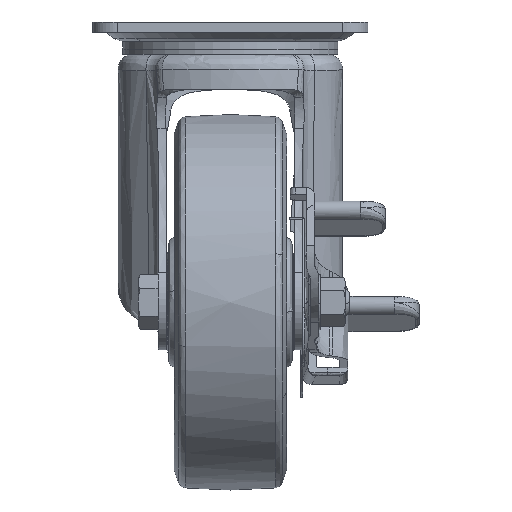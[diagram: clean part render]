
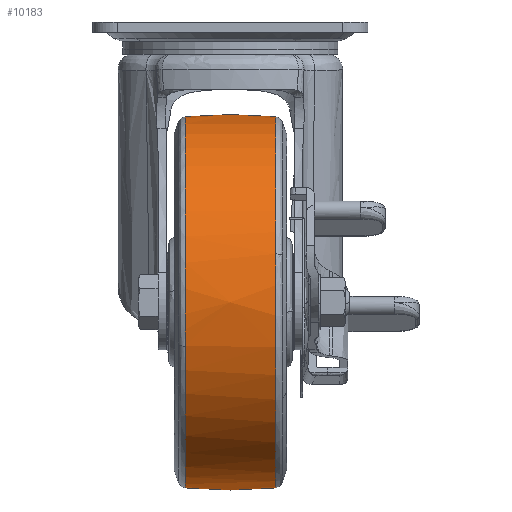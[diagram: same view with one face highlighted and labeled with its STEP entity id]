
A CAD part, left-side view. The second image highlights one B-rep face of the part: STEP entity #10183.
In plain terms, the highlighted free-form (B-spline) face has degree [2, 2] with [5, 7] control points.
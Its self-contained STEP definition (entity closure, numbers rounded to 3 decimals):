
#9878=CARTESIAN_POINT('',(-112.076,18.088,-129.544));
#9879=VERTEX_POINT('',#9878);
#9893=CARTESIAN_POINT('',(-40.0,18.088,-37.82));
#9894=VERTEX_POINT('',#9893);
#9895=CARTESIAN_POINT('',(-40.0,18.088,-37.82));
#9896=CARTESIAN_POINT('',(-114.18,18.088,-37.82));
#9897=CARTESIAN_POINT('',(-114.18,18.088,-112.));
#9898=CARTESIAN_POINT('',(-114.18,18.088,-120.898));
#9899=CARTESIAN_POINT('',(-112.076,18.088,-129.544));
#9907=(BOUNDED_CURVE()B_SPLINE_CURVE(2,(#9895,#9896,#9897,#9898,#9899),.UNSPECIFIED.,.F.,.U.)B_SPLINE_CURVE_WITH_KNOTS((3,2,3),(0.5,0.75,0.79),.UNSPECIFIED.)CURVE()GEOMETRIC_REPRESENTATION_ITEM()RATIONAL_B_SPLINE_CURVE((1.0,0.707,1.0,0.953,0.921))REPRESENTATION_ITEM(''));
#9908=EDGE_CURVE('',#9894,#9879,#9907,.T.);
#9973=CARTESIAN_POINT('',(-40.0,18.088,-186.18));
#9974=VERTEX_POINT('',#9973);
#9990=CARTESIAN_POINT('',(-112.076,18.088,-129.544));
#9991=CARTESIAN_POINT('',(-98.29,18.088,-186.18));
#9992=CARTESIAN_POINT('',(-40.0,18.088,-186.18));
#10000=(BOUNDED_CURVE()B_SPLINE_CURVE(2,(#9990,#9991,#9992),.UNSPECIFIED.,.F.,.U.)B_SPLINE_CURVE_WITH_KNOTS((3,3),(0.79,1.0),.UNSPECIFIED.)CURVE()GEOMETRIC_REPRESENTATION_ITEM()RATIONAL_B_SPLINE_CURVE((0.921,0.754,1.0))REPRESENTATION_ITEM(''));
#10001=EDGE_CURVE('',#9879,#9974,#10000,.T.);
#10051=CARTESIAN_POINT('',(-40.0,-18.088,-186.18));
#10052=VERTEX_POINT('',#10051);
#10053=CARTESIAN_POINT('',(-40.0,-18.088,-186.18));
#10054=CARTESIAN_POINT('',(-40.0,-6.062,-187.273));
#10055=CARTESIAN_POINT('',(-40.0,6.062,-187.273));
#10056=CARTESIAN_POINT('',(-40.0,18.088,-186.18));
#10057=B_SPLINE_CURVE_WITH_KNOTS('',3,(#10053,#10054,#10055,#10056),.UNSPECIFIED.,.F.,.U.,(4,4),(0.,36.225),.UNSPECIFIED.);
#10058=EDGE_CURVE('',#10052,#9974,#10057,.T.);
#10062=CARTESIAN_POINT('',(-40.0,-18.088,-37.82));
#10063=VERTEX_POINT('',#10062);
#10064=CARTESIAN_POINT('',(-40.0,-18.088,-37.82));
#10065=CARTESIAN_POINT('',(-40.0,-6.062,-36.727));
#10066=CARTESIAN_POINT('',(-40.0,6.062,-36.727));
#10067=CARTESIAN_POINT('',(-40.0,18.088,-37.82));
#10068=B_SPLINE_CURVE_WITH_KNOTS('',3,(#10064,#10065,#10066,#10067),.UNSPECIFIED.,.F.,.U.,(4,4),(0.,36.225),.UNSPECIFIED.);
#10069=EDGE_CURVE('',#10063,#9894,#10068,.T.);
#10104=CARTESIAN_POINT('',(-37.931,-19.906,-37.993));
#10105=CARTESIAN_POINT('',(-37.903,-9.978,-37.));
#10106=CARTESIAN_POINT('',(-37.903,0.,-37.0));
#10107=CARTESIAN_POINT('',(-37.903,9.978,-37.));
#10108=CARTESIAN_POINT('',(-37.931,19.906,-37.993));
#10109=CARTESIAN_POINT('',(-38.959,-19.906,-37.993));
#10110=CARTESIAN_POINT('',(-38.946,-9.978,-37.));
#10111=CARTESIAN_POINT('',(-38.946,0.,-37.));
#10112=CARTESIAN_POINT('',(-38.946,9.978,-37.));
#10113=CARTESIAN_POINT('',(-38.959,19.906,-37.993));
#10114=CARTESIAN_POINT('',(-114.007,-19.906,-37.993));
#10115=CARTESIAN_POINT('',(-115.,-9.978,-37.0));
#10116=CARTESIAN_POINT('',(-115.,0.,-37.0));
#10117=CARTESIAN_POINT('',(-115.,9.978,-37.0));
#10118=CARTESIAN_POINT('',(-114.007,19.906,-37.993));
#10119=CARTESIAN_POINT('',(-114.007,-19.906,-112.));
#10120=CARTESIAN_POINT('',(-115.,-9.978,-112.));
#10121=CARTESIAN_POINT('',(-115.0,0.,-112.0));
#10122=CARTESIAN_POINT('',(-115.,9.978,-112.));
#10123=CARTESIAN_POINT('',(-114.007,19.906,-112.));
#10124=CARTESIAN_POINT('',(-114.007,-19.906,-186.007));
#10125=CARTESIAN_POINT('',(-115.,-9.978,-187.));
#10126=CARTESIAN_POINT('',(-115.,0.,-187.0));
#10127=CARTESIAN_POINT('',(-115.,9.978,-187.));
#10128=CARTESIAN_POINT('',(-114.007,19.906,-186.007));
#10129=CARTESIAN_POINT('',(-38.959,-19.906,-186.007));
#10130=CARTESIAN_POINT('',(-38.946,-9.978,-187.0));
#10131=CARTESIAN_POINT('',(-38.946,0.,-187.0));
#10132=CARTESIAN_POINT('',(-38.946,9.978,-187.0));
#10133=CARTESIAN_POINT('',(-38.959,19.906,-186.007));
#10134=CARTESIAN_POINT('',(-37.931,-19.906,-186.007));
#10135=CARTESIAN_POINT('',(-37.903,-9.978,-187.));
#10136=CARTESIAN_POINT('',(-37.903,0.,-187.0));
#10137=CARTESIAN_POINT('',(-37.903,9.978,-187.));
#10138=CARTESIAN_POINT('',(-37.931,19.906,-186.007));
#10146=(BOUNDED_SURFACE()B_SPLINE_SURFACE(2,2,((#10104,#10109,#10114,#10119,#10124,#10129,#10134),(#10105,#10110,#10115,#10120,#10125,#10130,#10135),(#10106,#10111,#10116,#10121,#10126,#10131,#10136),(#10107,#10112,#10117,#10122,#10127,#10132,#10137),(#10108,#10113,#10118,#10123,#10128,#10133,#10138)),.UNSPECIFIED.,.F.,.F.,.U.)B_SPLINE_SURFACE_WITH_KNOTS((3,2,3),(3,1,2,1,3),(0.0,20.133,40.265),(0.0,2.485,126.749,251.013,253.499),.UNSPECIFIED.)GEOMETRIC_REPRESENTATION_ITEM()RATIONAL_B_SPLINE_SURFACE(((0.992,0.986,0.693,0.98,0.693,0.986,0.992),(1.,0.995,0.699,0.989,0.699,0.995,1.),(1.012,1.006,0.707,1.0,0.707,1.006,1.012),(1.,0.995,0.699,0.989,0.699,0.995,1.),(0.992,0.986,0.693,0.98,0.693,0.986,0.992)))REPRESENTATION_ITEM('')SURFACE());
#10147=ORIENTED_EDGE('',*,*,#10058,.F.);
#10148=CARTESIAN_POINT('',(-111.612,-18.088,-92.651));
#10149=VERTEX_POINT('',#10148);
#10150=CARTESIAN_POINT('',(-111.612,-18.088,-92.651));
#10151=CARTESIAN_POINT('',(-114.18,-18.088,-102.155));
#10152=CARTESIAN_POINT('',(-114.18,-18.088,-112.));
#10153=CARTESIAN_POINT('',(-114.18,-18.088,-186.18));
#10154=CARTESIAN_POINT('',(-40.0,-18.088,-186.18));
#10162=(BOUNDED_CURVE()B_SPLINE_CURVE(2,(#10150,#10151,#10152,#10153,#10154),.UNSPECIFIED.,.F.,.U.)B_SPLINE_CURVE_WITH_KNOTS((3,2,3),(0.706,0.75,1.0),.UNSPECIFIED.)CURVE()GEOMETRIC_REPRESENTATION_ITEM()RATIONAL_B_SPLINE_CURVE((0.914,0.948,1.0,0.707,1.0))REPRESENTATION_ITEM(''));
#10163=EDGE_CURVE('',#10149,#10052,#10162,.T.);
#10164=ORIENTED_EDGE('',*,*,#10163,.F.);
#10165=CARTESIAN_POINT('',(-40.0,-18.088,-37.82));
#10166=CARTESIAN_POINT('',(-96.797,-18.088,-37.82));
#10167=CARTESIAN_POINT('',(-111.612,-18.088,-92.651));
#10175=(BOUNDED_CURVE()B_SPLINE_CURVE(2,(#10165,#10166,#10167),.UNSPECIFIED.,.F.,.U.)B_SPLINE_CURVE_WITH_KNOTS((3,3),(0.5,0.706),.UNSPECIFIED.)CURVE()GEOMETRIC_REPRESENTATION_ITEM()RATIONAL_B_SPLINE_CURVE((1.0,0.759,0.914))REPRESENTATION_ITEM(''));
#10176=EDGE_CURVE('',#10063,#10149,#10175,.T.);
#10177=ORIENTED_EDGE('',*,*,#10176,.F.);
#10178=ORIENTED_EDGE('',*,*,#10069,.T.);
#10179=ORIENTED_EDGE('',*,*,#9908,.T.);
#10180=ORIENTED_EDGE('',*,*,#10001,.T.);
#10181=EDGE_LOOP('',(#10147,#10164,#10177,#10178,#10179,#10180));
#10182=FACE_OUTER_BOUND('',#10181,.T.);
#10183=ADVANCED_FACE('',(#10182),#10146,.T.);
